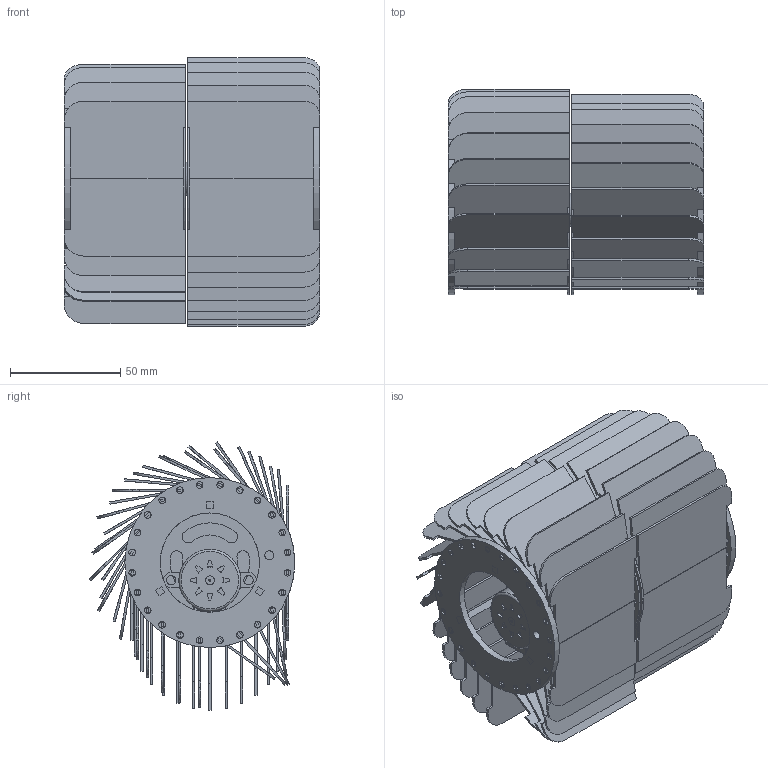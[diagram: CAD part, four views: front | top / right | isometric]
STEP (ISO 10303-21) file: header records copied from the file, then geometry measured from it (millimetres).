
FILE_DESCRIPTION(/* description */ (''),/* implementation_level */ '2;1');
FILE_NAME(/* name */ 'Assembly-stp.step',/* time_stamp */ '2021-06-12T21:56:06+08:00',/* author */ (''),/* organization */ (''),/* preprocessor_version */ 'ST-DEVELOPER v18.1',/* originating_system */ 'Autodesk Translation Framework v10.9.0.1377',/* authorisation */ '');
FILE_SCHEMA (('AUTOMOTIVE_DESIGN { 1 0 10303 214 3 1 1 }'));
Length unit declared in the file: millimetre
Products named in the file (18): Assembly; Minute Hand Split Flap Module; Wheel 1; Flap; Wheel 2; Inner Wheel; 28BYJ-48 v5; Axis; Central Axis; Hour Hand Split flap Module; Wheel; Flap_1; 28BYJ-48 Motor; 28BYJ-48 v5_1; Internal gear 1; Axis_1; Central Axis_1; Wheel2
Assembly tree (73 placements, depth 4):
  Assembly
    Minute Hand Split Flap Module
      Wheel 1
        Flap  x29
      Flap
      Wheel 2
      Inner Wheel
      Axis  x3
      28BYJ-48 v5
      Central Axis
    Hour Hand Split flap Module
      Wheel
      Flap_1  x24
      28BYJ-48 Motor
        28BYJ-48 v5_1
      Internal gear 1
      Axis_1  x3
      Central Axis_1
      Wheel2
Bounding box: 116 x 93.25 x 121.63 mm (x, y, z)
Volume: 165982 mm3; surface area: 304924.5 mm2
Topology: 102 solids, 102 shells, 2726 faces, 7359 edges, 4762 vertices
Faces by surface type: plane 1925, cylinder 760, torus 39, sphere 2
Full cylindrical faces by diameter (mm): 1 x20, 3 x108, 4 x5, 4.2 x4, 5 x2, 8 x2, 8.2 x2, 9 x2, 10 x2, 12 x8, 12.8 x2, 13 x2, 15 x3, 24 x4, 26.4 x4, 26.6 x14, 28 x2, 45 x2, 77 x4
Entity records: 56415 total; most frequent: CARTESIAN_POINT 10022, DIRECTION 9880, ORIENTED_EDGE 9314, EDGE_CURVE 4657, AXIS2_PLACEMENT_3D 3504, VERTEX_POINT 2962, LINE 2872, VECTOR 2872
